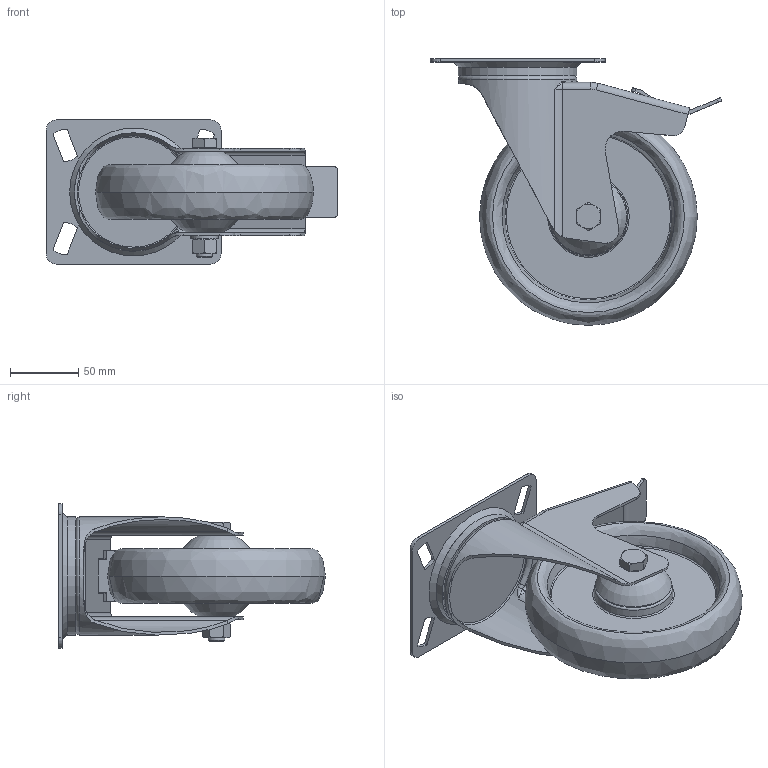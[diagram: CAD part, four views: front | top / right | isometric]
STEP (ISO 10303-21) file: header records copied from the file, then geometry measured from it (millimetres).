
FILE_DESCRIPTION (( 'STEP AP203' ), '1' );
FILE_NAME ('0027482K_RFL_PSKI_160_KDS-N.stp', '2011-10-05T08:08:57', ( ' ' ), ( '' ), 'SwSTEP 2.0', 'SolidWorks 2011', '' );
FILE_SCHEMA (( 'CONFIG_CONTROL_DESIGN' ));
Length unit declared in the file: millimetre
Products named in the file (1): 0027482K_RFL_PSKI_160_KDS-N
Bounding box: 214.25 x 196 x 106 mm (x, y, z)
Volume: 628856.4 mm3; surface area: 230405.6 mm2
Topology: 10 solids, 12 shells, 293 faces, 675 edges, 422 vertices
Faces by surface type: plane 110, cylinder 91, torus 40, cone 36, bspline 16
Full cylindrical faces by diameter (mm): 10.2 x1, 12 x4, 12.3 x2, 18 x1, 20 x3, 28.1 x4, 38.9 x4, 41 x2, 45 x2, 47 x2, 83 x1, 87 x2
Entity records: 8446 total; most frequent: CARTESIAN_POINT 2141, DIRECTION 1335, ORIENTED_EDGE 1134, EDGE_CURVE 567, AXIS2_PLACEMENT_3D 558, EDGE_LOOP 427, VERTEX_POINT 402, FACE_OUTER_BOUND 359
